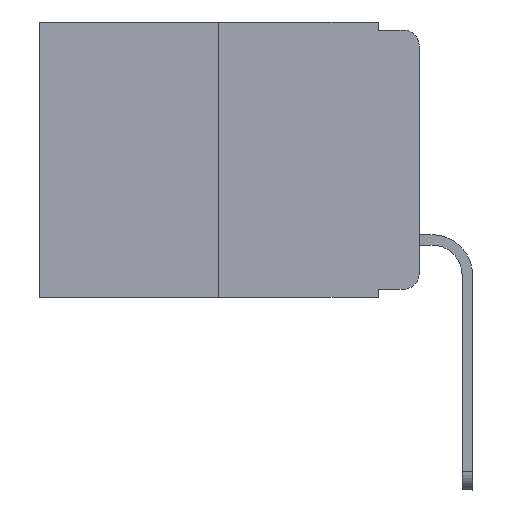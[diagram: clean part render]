
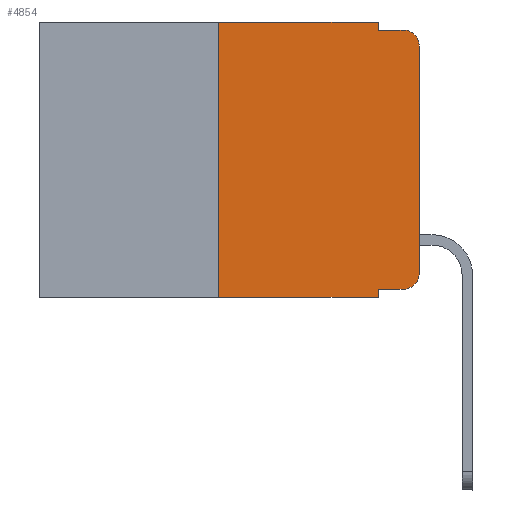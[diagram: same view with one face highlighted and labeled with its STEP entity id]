
A CAD part, left-side view. The second image highlights one B-rep face of the part: STEP entity #4854.
In plain terms, the highlighted planar face has unit normal (-1, 0, 0).
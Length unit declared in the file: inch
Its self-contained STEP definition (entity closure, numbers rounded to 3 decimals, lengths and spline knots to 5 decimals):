
#254 = CARTESIAN_POINT ( 'NONE',  ( 0., 0.02, -0.333 ) ) ;
#644 = ORIENTED_EDGE ( 'NONE', *, *, #23817, .T. ) ;
#852 = AXIS2_PLACEMENT_3D ( 'NONE', #22449, #24084, #6635 ) ;
#1039 = CARTESIAN_POINT ( 'NONE',  ( 0., 0.02, -0.01 ) ) ;
#1178 = CARTESIAN_POINT ( 'NONE',  ( 0., 0.25, 0. ) ) ;
#1240 = ORIENTED_EDGE ( 'NONE', *, *, #17788, .F. ) ;
#1364 = DIRECTION ( 'NONE',  ( 0., 0., -1. ) ) ;
#1582 = EDGE_CURVE ( 'NONE', #22383, #7987, #15617, .T. ) ;
#1835 = EDGE_CURVE ( 'NONE', #24032, #17020, #12979, .T. ) ;
#2549 = LINE ( 'NONE', #19904, #18129 ) ;
#3099 = DIRECTION ( 'NONE',  ( 0., 0., 1. ) ) ;
#3838 = ORIENTED_EDGE ( 'NONE', *, *, #10406, .T. ) ;
#3918 = DIRECTION ( 'NONE',  ( 0., 0., 1. ) ) ;
#4219 = PLANE ( 'NONE',  #4868 ) ;
#4463 = VERTEX_POINT ( 'NONE', #4505 ) ;
#4467 = CARTESIAN_POINT ( 'NONE',  ( 0., 0.473, 0. ) ) ;
#4505 = CARTESIAN_POINT ( 'NONE',  ( 0., 0., -0.03 ) ) ;
#4854 = ADVANCED_FACE ( 'NONE', ( #13772 ), #4219, .F. ) ;
#4868 = AXIS2_PLACEMENT_3D ( 'NONE', #4467, #14147, #17920 ) ;
#5172 = ORIENTED_EDGE ( 'NONE', *, *, #1835, .T. ) ;
#5615 = ORIENTED_EDGE ( 'NONE', *, *, #11522, .T. ) ;
#5832 = LINE ( 'NONE', #21172, #9247 ) ;
#6635 = DIRECTION ( 'NONE',  ( 0., 0., -1. ) ) ;
#7096 = VERTEX_POINT ( 'NONE', #21349 ) ;
#7987 = VERTEX_POINT ( 'NONE', #8181 ) ;
#8070 = ORIENTED_EDGE ( 'NONE', *, *, #23606, .T. ) ;
#8181 = CARTESIAN_POINT ( 'NONE',  ( 0., 0.051, 0. ) ) ;
#8967 = ORIENTED_EDGE ( 'NONE', *, *, #9870, .F. ) ;
#9145 = LINE ( 'NONE', #18440, #17207 ) ;
#9234 = VECTOR ( 'NONE', #11241, 39.37008 ) ;
#9247 = VECTOR ( 'NONE', #3918, 39.37008 ) ;
#9380 = VECTOR ( 'NONE', #11848, 39.37008 ) ;
#9682 = VECTOR ( 'NONE', #1364, 39.37008 ) ;
#9870 = EDGE_CURVE ( 'NONE', #24032, #22383, #9145, .T. ) ;
#10347 = VERTEX_POINT ( 'NONE', #23951 ) ;
#10406 = EDGE_CURVE ( 'NONE', #23087, #10347, #24830, .T. ) ;
#11106 = CARTESIAN_POINT ( 'NONE',  ( 0., 0.02, -0.313 ) ) ;
#11123 = CARTESIAN_POINT ( 'NONE',  ( 0., 0.051, -0.333 ) ) ;
#11241 = DIRECTION ( 'NONE',  ( 0., -1., 0. ) ) ;
#11522 = EDGE_CURVE ( 'NONE', #10347, #4463, #5832, .T. ) ;
#11848 = DIRECTION ( 'NONE',  ( 0., -1., 0. ) ) ;
#12080 = CIRCLE ( 'NONE', #852, 0.02 ) ;
#12956 = EDGE_CURVE ( 'NONE', #7096, #17020, #2549, .T. ) ;
#12979 = LINE ( 'NONE', #14742, #20632 ) ;
#13083 = EDGE_LOOP ( 'NONE', ( #5615, #8070, #1240, #14130, #24721, #8967, #5172, #15161, #644, #3838 ) ) ;
#13202 = DIRECTION ( 'NONE',  ( 0., -1., 0. ) ) ;
#13772 = FACE_OUTER_BOUND ( 'NONE', #13083, .T. ) ;
#14130 = ORIENTED_EDGE ( 'NONE', *, *, #23678, .F. ) ;
#14147 = DIRECTION ( 'NONE',  ( 1., 0., 0. ) ) ;
#14742 = CARTESIAN_POINT ( 'NONE',  ( 0., 0.473, -0.343 ) ) ;
#15161 = ORIENTED_EDGE ( 'NONE', *, *, #12956, .F. ) ;
#15273 = DIRECTION ( 'NONE',  ( 0., -1., 0. ) ) ;
#15403 = CARTESIAN_POINT ( 'NONE',  ( 0., 0.473, 0. ) ) ;
#15494 = CARTESIAN_POINT ( 'NONE',  ( 0., 0.051, -0.343 ) ) ;
#15617 = LINE ( 'NONE', #15403, #9380 ) ;
#16006 = AXIS2_PLACEMENT_3D ( 'NONE', #11106, #17170, #17279 ) ;
#16699 = LINE ( 'NONE', #19058, #9234 ) ;
#17020 = VERTEX_POINT ( 'NONE', #15494 ) ;
#17170 = DIRECTION ( 'NONE',  ( -1., 0., 0. ) ) ;
#17207 = VECTOR ( 'NONE', #3099, 39.37008 ) ;
#17279 = DIRECTION ( 'NONE',  ( 0., 0., -1. ) ) ;
#17644 = CARTESIAN_POINT ( 'NONE',  ( 0., 0.051, -0.01 ) ) ;
#17788 = EDGE_CURVE ( 'NONE', #17968, #21561, #16699, .T. ) ;
#17891 = DIRECTION ( 'NONE',  ( 0., 0., -1. ) ) ;
#17920 = DIRECTION ( 'NONE',  ( 0., 0., -1. ) ) ;
#17968 = VERTEX_POINT ( 'NONE', #17644 ) ;
#18129 = VECTOR ( 'NONE', #17891, 39.37008 ) ;
#18440 = CARTESIAN_POINT ( 'NONE',  ( 0., 0.25, 0. ) ) ;
#18531 = CARTESIAN_POINT ( 'NONE',  ( 0., 0.25, -0.343 ) ) ;
#19058 = CARTESIAN_POINT ( 'NONE',  ( 0., 0.051, -0.01 ) ) ;
#19904 = CARTESIAN_POINT ( 'NONE',  ( 0., 0.051, 0. ) ) ;
#20632 = VECTOR ( 'NONE', #13202, 39.37008 ) ;
#20955 = LINE ( 'NONE', #11123, #21332 ) ;
#21172 = CARTESIAN_POINT ( 'NONE',  ( 0., 0., 0. ) ) ;
#21332 = VECTOR ( 'NONE', #15273, 39.37008 ) ;
#21349 = CARTESIAN_POINT ( 'NONE',  ( 0., 0.051, -0.333 ) ) ;
#21561 = VERTEX_POINT ( 'NONE', #1039 ) ;
#21965 = CARTESIAN_POINT ( 'NONE',  ( 0., 0.051, 0. ) ) ;
#22383 = VERTEX_POINT ( 'NONE', #1178 ) ;
#22449 = CARTESIAN_POINT ( 'NONE',  ( 0., 0.02, -0.03 ) ) ;
#23087 = VERTEX_POINT ( 'NONE', #254 ) ;
#23606 = EDGE_CURVE ( 'NONE', #4463, #21561, #12080, .T. ) ;
#23678 = EDGE_CURVE ( 'NONE', #7987, #17968, #24342, .T. ) ;
#23817 = EDGE_CURVE ( 'NONE', #7096, #23087, #20955, .T. ) ;
#23951 = CARTESIAN_POINT ( 'NONE',  ( 0., 0., -0.313 ) ) ;
#24032 = VERTEX_POINT ( 'NONE', #18531 ) ;
#24084 = DIRECTION ( 'NONE',  ( -1., 0., 0. ) ) ;
#24342 = LINE ( 'NONE', #21965, #9682 ) ;
#24721 = ORIENTED_EDGE ( 'NONE', *, *, #1582, .F. ) ;
#24830 = CIRCLE ( 'NONE', #16006, 0.02 ) ;
